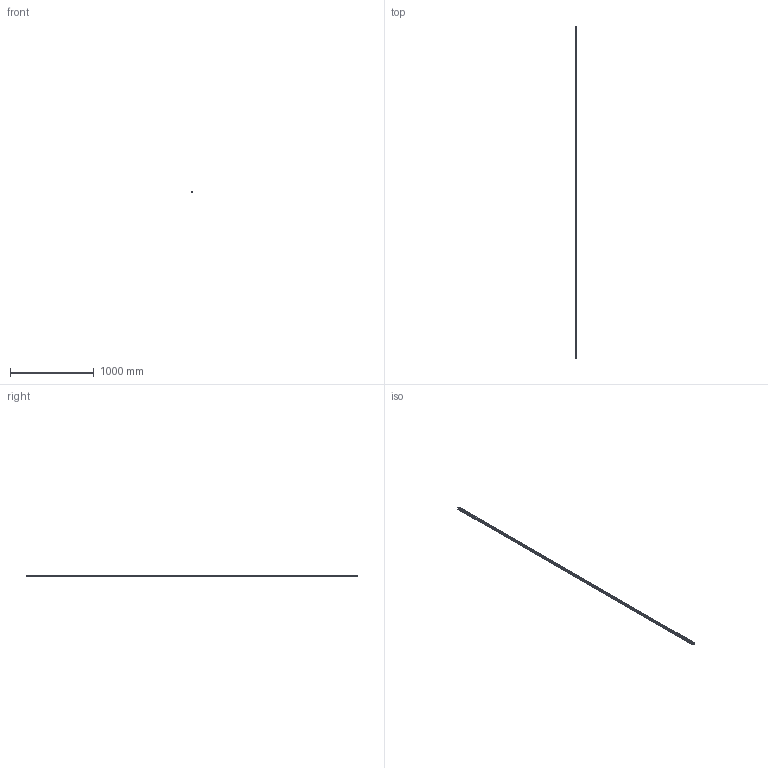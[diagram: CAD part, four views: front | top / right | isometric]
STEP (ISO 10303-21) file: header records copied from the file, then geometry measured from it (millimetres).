
FILE_DESCRIPTION(('STEP AP214'),'1');
FILE_NAME('cctmp_5B8E479F-64E3-433C-8FF1-A0DF45444DA7_2021_03_11_08_52_44_0296..stp','2021-03-11T07:52:45',('HIWIN GmbH'),('CADClick - www.CADClick.com'),'Spatial InterOp 3D',' ','unknown authorization');
FILE_SCHEMA(('AUTOMOTIVE_DESIGN'));
Length unit declared in the file: millimetre
Products named in the file (1): RGR25R3960H_FILE
Bounding box: 23 x 3960 x 23.6 mm (x, y, z)
Volume: 1588031.9 mm3; surface area: 491117 mm2
Topology: 1 solids, 1 shells, 1305 faces, 2709 edges, 1806 vertices
Faces by surface type: cylinder 810, plane 495
Entity records: 45907 total; most frequent: DIRECTION 6941, CARTESIAN_POINT 5821, ORIENTED_EDGE 5418, AXIS2_PLACEMENT_3D 2926, EDGE_CURVE 2709, VERTEX_POINT 1806, EDGE_LOOP 1705, CIRCLE 1620
